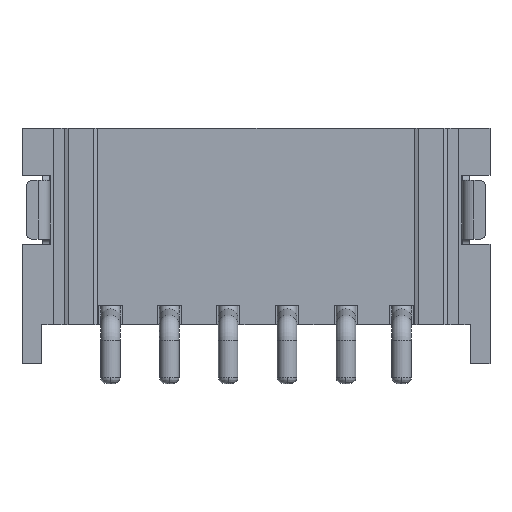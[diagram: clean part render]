
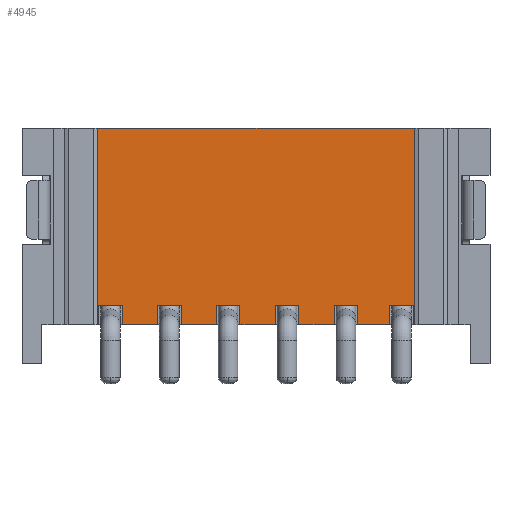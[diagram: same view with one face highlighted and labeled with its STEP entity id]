
A CAD part, front view. The second image highlights one B-rep face of the part: STEP entity #4945.
In plain terms, the highlighted planar face has unit normal (0, -1, 0).
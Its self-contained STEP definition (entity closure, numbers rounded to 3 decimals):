
#2=DIRECTION('',(1.,0.,0.));
#3=VECTOR('',#2,0.817);
#4=CARTESIAN_POINT('',(319.905,-60.455,-5.5));
#5=LINE('',#4,#3);
#50=DIRECTION('',(1.,0.,0.));
#51=VECTOR('',#50,0.9);
#52=CARTESIAN_POINT('',(313.905,-60.455,-5.5));
#53=LINE('',#52,#51);
#58=DIRECTION('',(1.,0.,0.));
#59=VECTOR('',#58,0.9);
#60=CARTESIAN_POINT('',(315.405,-60.455,-5.5));
#61=LINE('',#60,#59);
#66=DIRECTION('',(1.,0.,0.));
#67=VECTOR('',#66,0.9);
#68=CARTESIAN_POINT('',(316.905,-60.455,-5.5));
#69=LINE('',#68,#67);
#74=DIRECTION('',(1.,0.,0.));
#75=VECTOR('',#74,0.9);
#76=CARTESIAN_POINT('',(318.405,-60.455,-5.5));
#77=LINE('',#76,#75);
#82=DIRECTION('',(1.,0.,0.));
#83=VECTOR('',#82,8.067);
#84=CARTESIAN_POINT('',(313.28,-60.455,-0.5));
#85=LINE('',#84,#83);
#86=DIRECTION('',(0.,0.,1.));
#87=VECTOR('',#86,5.);
#88=CARTESIAN_POINT('',(321.347,-60.455,-5.5));
#89=LINE('',#88,#87);
#90=DIRECTION('',(1.,0.,0.));
#91=VECTOR('',#90,0.025);
#92=CARTESIAN_POINT('',(321.322,-60.455,-5.5));
#93=LINE('',#92,#91);
#94=DIRECTION('',(0.,0.,-1.));
#95=VECTOR('',#94,0.5);
#96=CARTESIAN_POINT('',(321.322,-60.455,-5.));
#97=LINE('',#96,#95);
#98=DIRECTION('',(1.,0.,0.));
#99=VECTOR('',#98,0.6);
#100=CARTESIAN_POINT('',(320.722,-60.455,-5.));
#101=LINE('',#100,#99);
#102=DIRECTION('',(0.,0.,1.));
#103=VECTOR('',#102,0.5);
#104=CARTESIAN_POINT('',(320.722,-60.455,-5.5));
#105=LINE('',#104,#103);
#106=DIRECTION('',(0.,0.,-1.));
#107=VECTOR('',#106,0.5);
#108=CARTESIAN_POINT('',(319.905,-60.455,-5.));
#109=LINE('',#108,#107);
#110=DIRECTION('',(1.,0.,0.));
#111=VECTOR('',#110,0.6);
#112=CARTESIAN_POINT('',(319.305,-60.455,-5.));
#113=LINE('',#112,#111);
#114=DIRECTION('',(0.,0.,1.));
#115=VECTOR('',#114,0.5);
#116=CARTESIAN_POINT('',(319.305,-60.455,-5.5));
#117=LINE('',#116,#115);
#118=DIRECTION('',(0.,0.,-1.));
#119=VECTOR('',#118,0.5);
#120=CARTESIAN_POINT('',(318.405,-60.455,-5.));
#121=LINE('',#120,#119);
#122=DIRECTION('',(1.,0.,0.));
#123=VECTOR('',#122,0.6);
#124=CARTESIAN_POINT('',(317.805,-60.455,-5.));
#125=LINE('',#124,#123);
#126=DIRECTION('',(0.,0.,1.));
#127=VECTOR('',#126,0.5);
#128=CARTESIAN_POINT('',(317.805,-60.455,-5.5));
#129=LINE('',#128,#127);
#130=DIRECTION('',(0.,0.,-1.));
#131=VECTOR('',#130,0.5);
#132=CARTESIAN_POINT('',(316.905,-60.455,-5.));
#133=LINE('',#132,#131);
#134=DIRECTION('',(1.,0.,0.));
#135=VECTOR('',#134,0.6);
#136=CARTESIAN_POINT('',(316.305,-60.455,-5.));
#137=LINE('',#136,#135);
#138=DIRECTION('',(0.,0.,1.));
#139=VECTOR('',#138,0.5);
#140=CARTESIAN_POINT('',(316.305,-60.455,-5.5));
#141=LINE('',#140,#139);
#142=DIRECTION('',(0.,0.,-1.));
#143=VECTOR('',#142,0.5);
#144=CARTESIAN_POINT('',(315.405,-60.455,-5.));
#145=LINE('',#144,#143);
#146=DIRECTION('',(1.,0.,0.));
#147=VECTOR('',#146,0.6);
#148=CARTESIAN_POINT('',(314.805,-60.455,-5.));
#149=LINE('',#148,#147);
#150=DIRECTION('',(0.,0.,1.));
#151=VECTOR('',#150,0.5);
#152=CARTESIAN_POINT('',(314.805,-60.455,-5.5));
#153=LINE('',#152,#151);
#154=DIRECTION('',(0.,0.,-1.));
#155=VECTOR('',#154,0.5);
#156=CARTESIAN_POINT('',(313.905,-60.455,-5.));
#157=LINE('',#156,#155);
#158=DIRECTION('',(1.,0.,0.));
#159=VECTOR('',#158,0.6);
#160=CARTESIAN_POINT('',(313.305,-60.455,-5.));
#161=LINE('',#160,#159);
#162=DIRECTION('',(0.,0.,1.));
#163=VECTOR('',#162,0.5);
#164=CARTESIAN_POINT('',(313.305,-60.455,-5.5));
#165=LINE('',#164,#163);
#166=DIRECTION('',(1.,0.,0.));
#167=VECTOR('',#166,0.025);
#168=CARTESIAN_POINT('',(313.28,-60.455,-5.5));
#169=LINE('',#168,#167);
#2338=DIRECTION('',(0.,0.,1.));
#2339=VECTOR('',#2338,5.);
#2340=CARTESIAN_POINT('',(313.28,-60.455,-5.5));
#2341=LINE('',#2340,#2339);
#3743=CARTESIAN_POINT('',(313.305,-60.455,
-5.));
#3745=VERTEX_POINT('',#3743);
#3748=CARTESIAN_POINT('',(313.305,-60.455,-5.5));
#3749=VERTEX_POINT('',#3748);
#3790=CARTESIAN_POINT('',(313.905,-60.455,
-5.));
#3791=CARTESIAN_POINT('',(313.905,-60.455,-5.5));
#3792=VERTEX_POINT('',#3790);
#3793=VERTEX_POINT('',#3791);
#3831=CARTESIAN_POINT('',(313.28,-60.455,-0.5));
#3833=VERTEX_POINT('',#3831);
#3862=CARTESIAN_POINT('',(313.28,-60.455,-5.5));
#3863=VERTEX_POINT('',#3862);
#4286=CARTESIAN_POINT('',(321.347,-60.455,-0.5));
#4288=VERTEX_POINT('',#4286);
#4292=CARTESIAN_POINT('',(321.347,-60.455,-5.5));
#4293=VERTEX_POINT('',#4292);
#4376=CARTESIAN_POINT('',(321.322,-60.455,
-5.));
#4377=CARTESIAN_POINT('',(321.322,-60.455,-5.5));
#4378=VERTEX_POINT('',#4376);
#4379=VERTEX_POINT('',#4377);
#4380=CARTESIAN_POINT('',(320.722,-60.455,
-5.));
#4381=VERTEX_POINT('',#4380);
#4382=CARTESIAN_POINT('',(320.722,-60.455,-5.5));
#4383=VERTEX_POINT('',#4382);
#4517=CARTESIAN_POINT('',(314.805,-60.455,
-5.));
#4518=VERTEX_POINT('',#4517);
#4519=CARTESIAN_POINT('',(314.805,-60.455,-5.5));
#4520=VERTEX_POINT('',#4519);
#4525=CARTESIAN_POINT('',(315.405,-60.455,
-5.));
#4526=VERTEX_POINT('',#4525);
#4532=CARTESIAN_POINT('',(315.405,-60.455,-5.5));
#4533=VERTEX_POINT('',#4532);
#4588=CARTESIAN_POINT('',(316.305,-60.455,
-5.));
#4589=VERTEX_POINT('',#4588);
#4590=CARTESIAN_POINT('',(316.305,-60.455,-5.5));
#4591=VERTEX_POINT('',#4590);
#4596=CARTESIAN_POINT('',(316.905,-60.455,
-5.));
#4597=VERTEX_POINT('',#4596);
#4603=CARTESIAN_POINT('',(316.905,-60.455,-5.5));
#4604=VERTEX_POINT('',#4603);
#4659=CARTESIAN_POINT('',(317.805,-60.455,
-5.));
#4660=VERTEX_POINT('',#4659);
#4661=CARTESIAN_POINT('',(317.805,-60.455,-5.5));
#4662=VERTEX_POINT('',#4661);
#4667=CARTESIAN_POINT('',(318.405,-60.455,
-5.));
#4668=VERTEX_POINT('',#4667);
#4674=CARTESIAN_POINT('',(318.405,-60.455,-5.5));
#4675=VERTEX_POINT('',#4674);
#4730=CARTESIAN_POINT('',(319.305,-60.455,
-5.));
#4731=VERTEX_POINT('',#4730);
#4732=CARTESIAN_POINT('',(319.305,-60.455,-5.5));
#4733=VERTEX_POINT('',#4732);
#4738=CARTESIAN_POINT('',(319.905,-60.455,
-5.));
#4739=VERTEX_POINT('',#4738);
#4745=CARTESIAN_POINT('',(319.905,-60.455,-5.5));
#4746=VERTEX_POINT('',#4745);
#4889=CARTESIAN_POINT('',(313.93,-60.455,-6.));
#4890=DIRECTION('',(0.,1.,0.));
#4891=DIRECTION('',(1.,0.,0.));
#4892=AXIS2_PLACEMENT_3D('',#4889,#4890,#4891);
#4893=PLANE('',#4892);
#4895=ORIENTED_EDGE('',*,*,#4894,.T.);
#4897=ORIENTED_EDGE('',*,*,#4896,.F.);
#4898=ORIENTED_EDGE('',*,*,#4806,.F.);
#4900=ORIENTED_EDGE('',*,*,#4899,.F.);
#4902=ORIENTED_EDGE('',*,*,#4901,.F.);
#4904=ORIENTED_EDGE('',*,*,#4903,.F.);
#4905=ORIENTED_EDGE('',*,*,#4798,.F.);
#4907=ORIENTED_EDGE('',*,*,#4906,.F.);
#4909=ORIENTED_EDGE('',*,*,#4908,.F.);
#4911=ORIENTED_EDGE('',*,*,#4910,.F.);
#4912=ORIENTED_EDGE('',*,*,#4878,.F.);
#4914=ORIENTED_EDGE('',*,*,#4913,.F.);
#4916=ORIENTED_EDGE('',*,*,#4915,.F.);
#4918=ORIENTED_EDGE('',*,*,#4917,.F.);
#4919=ORIENTED_EDGE('',*,*,#4870,.F.);
#4921=ORIENTED_EDGE('',*,*,#4920,.F.);
#4923=ORIENTED_EDGE('',*,*,#4922,.F.);
#4925=ORIENTED_EDGE('',*,*,#4924,.F.);
#4926=ORIENTED_EDGE('',*,*,#4862,.F.);
#4928=ORIENTED_EDGE('',*,*,#4927,.F.);
#4930=ORIENTED_EDGE('',*,*,#4929,.F.);
#4932=ORIENTED_EDGE('',*,*,#4931,.F.);
#4933=ORIENTED_EDGE('',*,*,#4854,.F.);
#4935=ORIENTED_EDGE('',*,*,#4934,.F.);
#4937=ORIENTED_EDGE('',*,*,#4936,.F.);
#4939=ORIENTED_EDGE('',*,*,#4938,.F.);
#4940=ORIENTED_EDGE('',*,*,#4846,.F.);
#4942=ORIENTED_EDGE('',*,*,#4941,.T.);
#4943=EDGE_LOOP('',(#4895,#4897,#4898,#4900,#4902,#4904,#4905,#4907,#4909,#4911,
#4912,#4914,#4916,#4918,#4919,#4921,#4923,#4925,#4926,#4928,#4930,#4932,#4933,
#4935,#4937,#4939,#4940,#4942));
#4944=FACE_OUTER_BOUND('',#4943,.F.);
#4798=EDGE_CURVE('',#4746,#4383,#5,.T.);
#4806=EDGE_CURVE('',#4379,#4293,#93,.T.);
#4846=EDGE_CURVE('',#3863,#3749,#169,.T.);
#4854=EDGE_CURVE('',#3793,#4520,#53,.T.);
#4862=EDGE_CURVE('',#4533,#4591,#61,.T.);
#4870=EDGE_CURVE('',#4604,#4662,#69,.T.);
#4878=EDGE_CURVE('',#4675,#4733,#77,.T.);
#4894=EDGE_CURVE('',#3833,#4288,#85,.T.);
#4896=EDGE_CURVE('',#4293,#4288,#89,.T.);
#4899=EDGE_CURVE('',#4378,#4379,#97,.T.);
#4901=EDGE_CURVE('',#4381,#4378,#101,.T.);
#4903=EDGE_CURVE('',#4383,#4381,#105,.T.);
#4906=EDGE_CURVE('',#4739,#4746,#109,.T.);
#4908=EDGE_CURVE('',#4731,#4739,#113,.T.);
#4910=EDGE_CURVE('',#4733,#4731,#117,.T.);
#4913=EDGE_CURVE('',#4668,#4675,#121,.T.);
#4915=EDGE_CURVE('',#4660,#4668,#125,.T.);
#4917=EDGE_CURVE('',#4662,#4660,#129,.T.);
#4920=EDGE_CURVE('',#4597,#4604,#133,.T.);
#4922=EDGE_CURVE('',#4589,#4597,#137,.T.);
#4924=EDGE_CURVE('',#4591,#4589,#141,.T.);
#4927=EDGE_CURVE('',#4526,#4533,#145,.T.);
#4929=EDGE_CURVE('',#4518,#4526,#149,.T.);
#4931=EDGE_CURVE('',#4520,#4518,#153,.T.);
#4934=EDGE_CURVE('',#3792,#3793,#157,.T.);
#4936=EDGE_CURVE('',#3745,#3792,#161,.T.);
#4938=EDGE_CURVE('',#3749,#3745,#165,.T.);
#4941=EDGE_CURVE('',#3863,#3833,#2341,.T.);
#4945=ADVANCED_FACE('',(#4944),#4893,.F.);
